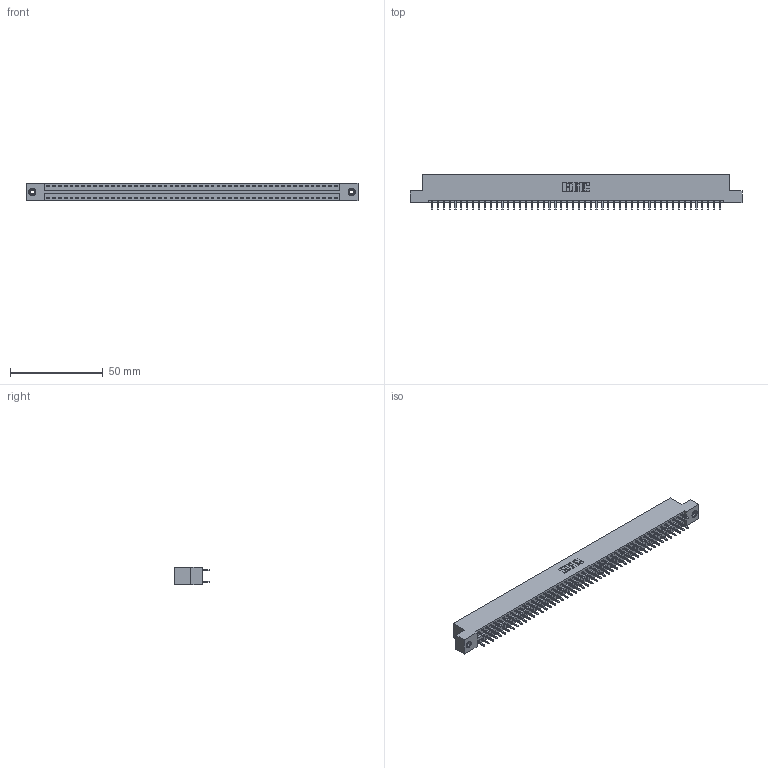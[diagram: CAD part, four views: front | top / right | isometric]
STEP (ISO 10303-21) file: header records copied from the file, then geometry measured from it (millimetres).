
FILE_DESCRIPTION (( 'STEP AP203' ), '1' );
FILE_NAME ('396-100-521-208.STEP', '2018-09-14T06:38:50', ( '' ), ( '' ), 'SwSTEP 2.0', 'SolidWorks 2016', '' );
FILE_SCHEMA (( 'CONFIG_CONTROL_DESIGN' ));
Length unit declared in the file: inch
Products named in the file (4): 346 Part_Flush Mounting Lugs - 0.156 Dia-TI; 345-292-001_345-293-121; 345-250-001_345-250-003-102; 396-100-521-208
Assembly tree (103 placements, depth 2):
  396-100-521-208
    346 Part_Flush Mounting Lugs - 0.156 Dia-TI
    345-292-001_345-293-121  x100
    345-250-001_345-250-003-102  x2
Bounding box: 179.32 x 19.05 x 9.4 mm (x, y, z)
Volume: 17501.1 mm3; surface area: 23927.4 mm2
Topology: 103 solids, 103 shells, 5382 faces, 15965 edges, 10502 vertices
Faces by surface type: plane 3608, cylinder 1758, cone 12, torus 4
Entity records: 32758 total; most frequent: CARTESIAN_POINT 5371, ORIENTED_EDGE 5298, DIRECTION 4811, EDGE_CURVE 2649, LINE 2297, VECTOR 2297, VERTEX_POINT 1760, AXIS2_PLACEMENT_3D 1257
